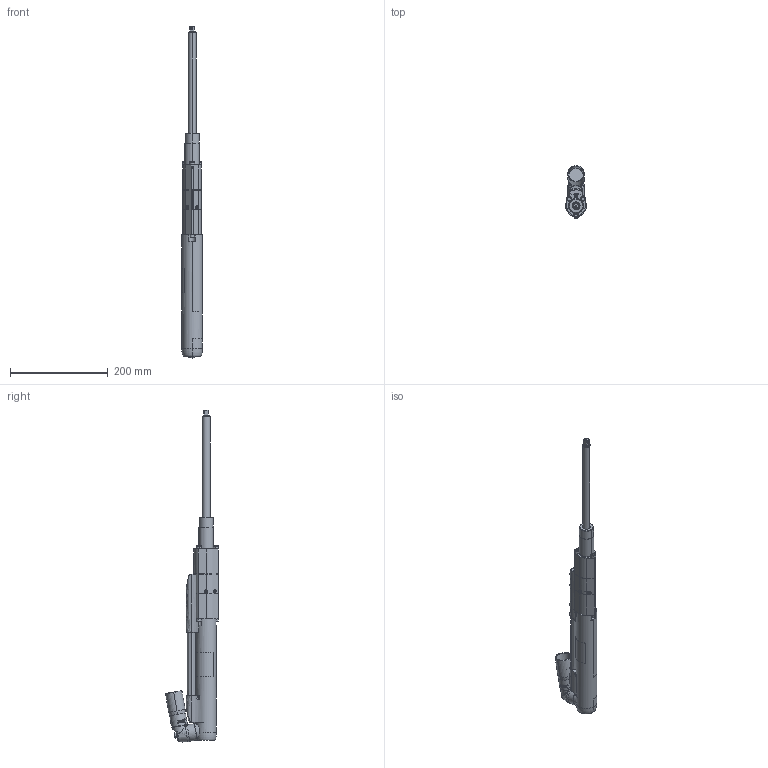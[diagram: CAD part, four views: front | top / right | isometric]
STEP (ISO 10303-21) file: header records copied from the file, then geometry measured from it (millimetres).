
FILE_DESCRIPTION((''),'2;1');
FILE_NAME('EXT_COMP_SW0009','2024-02-06T10:59:24',('INEdipo'),(''),'CREO PARAMETRIC BY PTC INC, 2022414','CREO PARAMETRIC BY PTC INC, 2022414','');
FILE_SCHEMA(('AP242_MANAGED_MODEL_BASED_3D_ENGINEERING_MIM_LF { 1 0 10303 442 1 1 4 }'));
Products named in the file (1): EXT_COMP_SW0009
Bounding box: 42.43 x 108.31 x 678.93 mm (x, y, z)
Volume: 769976.5 mm3; surface area: 132180.3 mm2
Topology: 2 solids, 4 shells, 1518 faces, 4012 edges, 2569 vertices
Faces by surface type: plane 722, cylinder 344, bspline 223, torus 128, cone 80, extrusion 11, sphere 6, revolution 4
Entity records: 72179 total; most frequent: CARTESIAN_POINT 25842, ORIENTED_EDGE 8012, DIRECTION 6707, EDGE_CURVE 4006, VERTEX_POINT 2569, AXIS2_PLACEMENT_3D 2415, VECTOR 1873, LINE 1862
